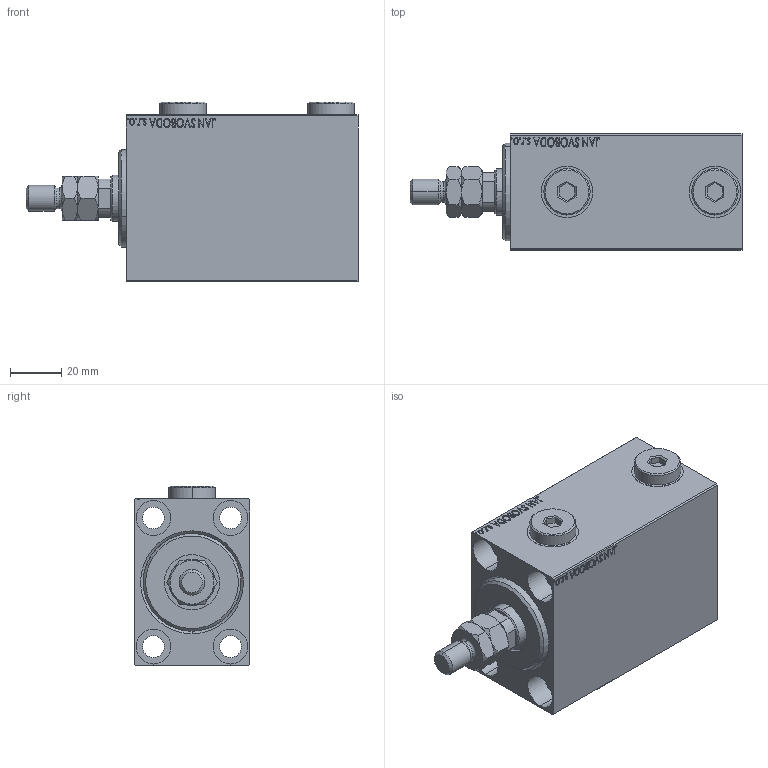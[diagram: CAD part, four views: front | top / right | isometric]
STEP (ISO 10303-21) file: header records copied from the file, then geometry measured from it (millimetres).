
FILE_DESCRIPTION (( 'STEP AP203' ), '1' );
FILE_NAME ('212a.STEP', '2024-11-13T12:11:28', ( '' ), ( '' ), 'SwSTEP 2.0', 'SolidWorks 2019', '' );
FILE_SCHEMA (( 'CONFIG_CONTROL_DESIGN' ));
Length unit declared in the file: millimetre
Products named in the file (6): V450CM_C_Body 5724508bc8ca7f85f00159827547faba; Zatka_OIL_PORT 5724508bc8ca7f85f00159827547faba; V450CM_VC_B 5724508bc8ca7f85f00159827547faba; 212a; MTA 5724508bc8ca7f85f00159827547faba; V450CM_C_VCP 5724508bc8ca7f85f00159827547faba
Assembly tree (6 placements, depth 2):
  212a
    V450CM_C_Body 5724508bc8ca7f85f00159827547faba
    V450CM_C_VCP 5724508bc8ca7f85f00159827547faba
    V450CM_VC_B 5724508bc8ca7f85f00159827547faba
    MTA 5724508bc8ca7f85f00159827547faba
    Zatka_OIL_PORT 5724508bc8ca7f85f00159827547faba  x2
Bounding box: 129 x 45 x 69.9 mm (x, y, z)
Volume: 230342.3 mm3; surface area: 59987 mm2
Topology: 6 solids, 6 shells, 965 faces, 2428 edges, 1591 vertices
Faces by surface type: plane 457, bspline 380, cylinder 80, cone 46, torus 2
Entity records: 46800 total; most frequent: CARTESIAN_POINT 25944, ORIENTED_EDGE 4772, DIRECTION 2902, EDGE_CURVE 2386, VERTEX_POINT 1567, LINE 1372, VECTOR 1372, EDGE_LOOP 1081
